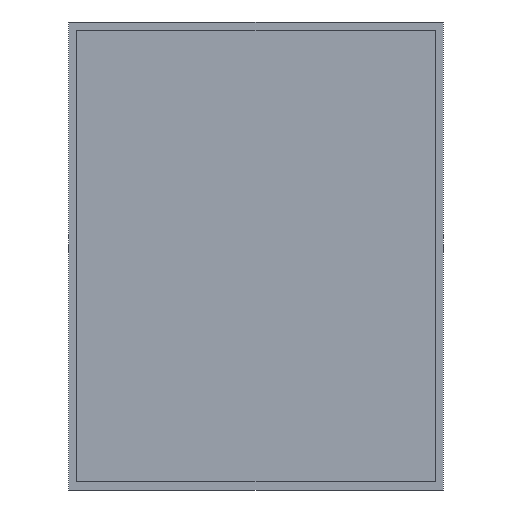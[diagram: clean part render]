
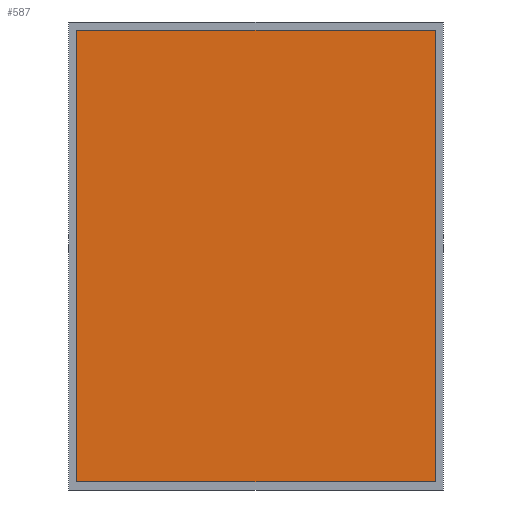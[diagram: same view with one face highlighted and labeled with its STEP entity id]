
A CAD part, front view. The second image highlights one B-rep face of the part: STEP entity #587.
In plain terms, the highlighted planar face has unit normal (0, -1, 0).
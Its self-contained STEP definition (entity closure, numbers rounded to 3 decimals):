
#22 = VERTEX_POINT ( 'NONE', #326 ) ;
#42 = ORIENTED_EDGE ( 'NONE', *, *, #254, .T. ) ;
#57 = DIRECTION ( 'NONE',  ( 0., 0., -1. ) ) ;
#64 = CARTESIAN_POINT ( 'NONE',  ( 0.383, -0.2, 0.482 ) ) ;
#86 = EDGE_CURVE ( 'NONE', #724, #265, #253, .T. ) ;
#121 = DIRECTION ( 'NONE',  ( -1., 0., 0. ) ) ;
#151 = VECTOR ( 'NONE', #121, 1000. ) ;
#157 = PLANE ( 'NONE',  #393 ) ;
#191 = EDGE_CURVE ( 'NONE', #22, #356, #460, .T. ) ;
#193 = LINE ( 'NONE', #345, #628 ) ;
#201 = CARTESIAN_POINT ( 'NONE',  ( 0., -0.2, 0. ) ) ;
#218 = EDGE_LOOP ( 'NONE', ( #413, #42, #478, #688 ) ) ;
#238 = EDGE_CURVE ( 'NONE', #356, #724, #193, .T. ) ;
#253 = LINE ( 'NONE', #450, #654 ) ;
#254 = EDGE_CURVE ( 'NONE', #265, #22, #557, .T. ) ;
#265 = VERTEX_POINT ( 'NONE', #519 ) ;
#326 = CARTESIAN_POINT ( 'NONE',  ( -0.383, -0.2, 0.482 ) ) ;
#341 = VECTOR ( 'NONE', #57, 1000. ) ;
#345 = CARTESIAN_POINT ( 'NONE',  ( -0.383, -0.2, -0.482 ) ) ;
#356 = VERTEX_POINT ( 'NONE', #421 ) ;
#389 = CARTESIAN_POINT ( 'NONE',  ( 0.383, -0.2, -0.482 ) ) ;
#393 = AXIS2_PLACEMENT_3D ( 'NONE', #201, #601, #437 ) ;
#403 = CARTESIAN_POINT ( 'NONE',  ( -0.383, -0.2, 0.482 ) ) ;
#408 = DIRECTION ( 'NONE',  ( 1., 0., 0. ) ) ;
#413 = ORIENTED_EDGE ( 'NONE', *, *, #86, .T. ) ;
#421 = CARTESIAN_POINT ( 'NONE',  ( -0.383, -0.2, -0.482 ) ) ;
#437 = DIRECTION ( 'NONE',  ( 0., 0., -1. ) ) ;
#450 = CARTESIAN_POINT ( 'NONE',  ( 0.383, -0.2, -0.482 ) ) ;
#460 = LINE ( 'NONE', #403, #341 ) ;
#478 = ORIENTED_EDGE ( 'NONE', *, *, #191, .T. ) ;
#509 = FACE_OUTER_BOUND ( 'NONE', #218, .T. ) ;
#519 = CARTESIAN_POINT ( 'NONE',  ( 0.383, -0.2, 0.482 ) ) ;
#557 = LINE ( 'NONE', #64, #151 ) ;
#587 = ADVANCED_FACE ( 'NONE', ( #509 ), #157, .T. ) ;
#601 = DIRECTION ( 'NONE',  ( 0., -1., 0. ) ) ;
#628 = VECTOR ( 'NONE', #408, 1000. ) ;
#654 = VECTOR ( 'NONE', #668, 1000. ) ;
#668 = DIRECTION ( 'NONE',  ( 0., 0., 1. ) ) ;
#688 = ORIENTED_EDGE ( 'NONE', *, *, #238, .T. ) ;
#724 = VERTEX_POINT ( 'NONE', #389 ) ;
